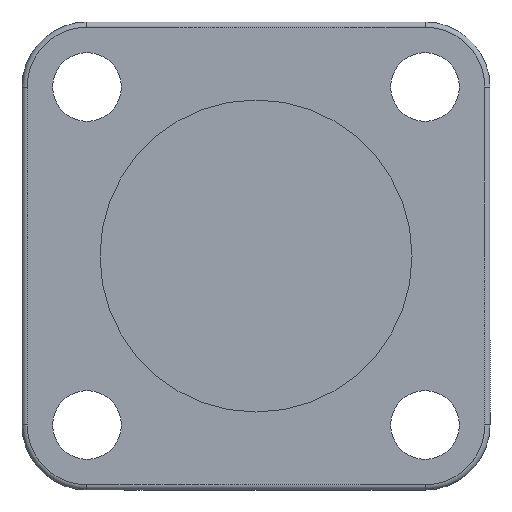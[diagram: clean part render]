
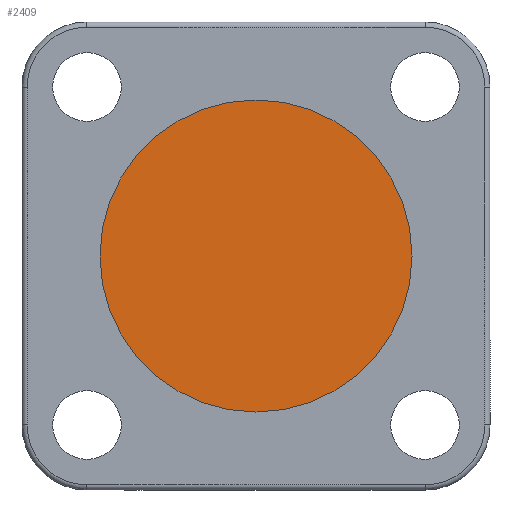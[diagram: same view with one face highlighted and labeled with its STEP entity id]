
A CAD part, front view. The second image highlights one B-rep face of the part: STEP entity #2409.
In plain terms, the highlighted planar face has unit normal (0, -1, 0).
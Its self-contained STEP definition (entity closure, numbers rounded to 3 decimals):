
#63 = AXIS2_PLACEMENT_3D ( 'NONE', #5513, #2952, #376 ) ;
#298 = DIRECTION ( 'NONE',  ( 0., 0., -1. ) ) ;
#306 = DIRECTION ( 'NONE',  ( 0., -1., 0. ) ) ;
#376 = DIRECTION ( 'NONE',  ( 0., 0., -1. ) ) ;
#439 = CARTESIAN_POINT ( 'NONE',  ( 0., 5., 0. ) ) ;
#841 = PLANE ( 'NONE',  #4432 ) ;
#865 = DIRECTION ( 'NONE',  ( 0., 0., -1. ) ) ;
#1103 = CARTESIAN_POINT ( 'NONE',  ( 0., 5., -15. ) ) ;
#1167 = VERTEX_POINT ( 'NONE', #3360 ) ;
#1516 = CIRCLE ( 'NONE', #2642, 15. ) ;
#1798 = EDGE_LOOP ( 'NONE', ( #2860, #2950 ) ) ;
#1893 = CARTESIAN_POINT ( 'NONE',  ( 0., 5., 0. ) ) ;
#2409 = ADVANCED_FACE ( 'NONE', ( #4464 ), #841, .T. ) ;
#2642 = AXIS2_PLACEMENT_3D ( 'NONE', #439, #3466, #865 ) ;
#2812 = VERTEX_POINT ( 'NONE', #1103 ) ;
#2860 = ORIENTED_EDGE ( 'NONE', *, *, #5538, .T. ) ;
#2950 = ORIENTED_EDGE ( 'NONE', *, *, #3553, .T. ) ;
#2952 = DIRECTION ( 'NONE',  ( 0., -1., 0. ) ) ;
#3360 = CARTESIAN_POINT ( 'NONE',  ( 0., 5., 15. ) ) ;
#3466 = DIRECTION ( 'NONE',  ( 0., -1., 0. ) ) ;
#3553 = EDGE_CURVE ( 'NONE', #1167, #2812, #4320, .T. ) ;
#4320 = CIRCLE ( 'NONE', #63, 15. ) ;
#4432 = AXIS2_PLACEMENT_3D ( 'NONE', #1893, #306, #298 ) ;
#4464 = FACE_OUTER_BOUND ( 'NONE', #1798, .T. ) ;
#5513 = CARTESIAN_POINT ( 'NONE',  ( 0., 5., 0. ) ) ;
#5538 = EDGE_CURVE ( 'NONE', #2812, #1167, #1516, .T. ) ;
